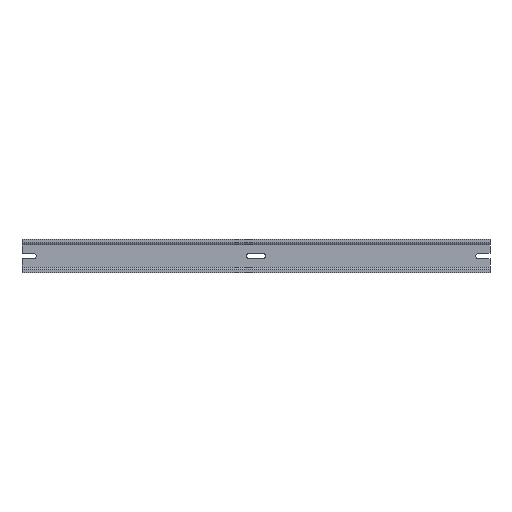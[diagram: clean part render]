
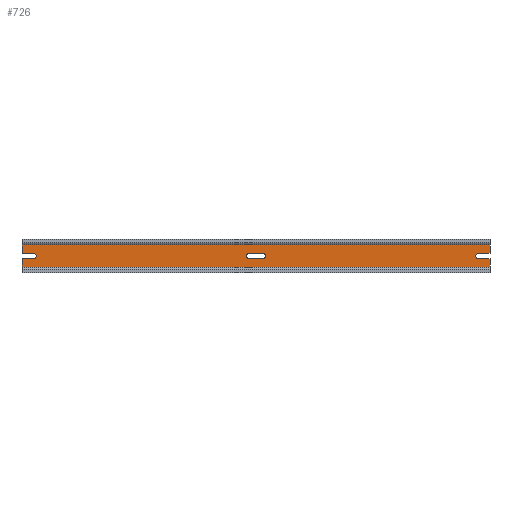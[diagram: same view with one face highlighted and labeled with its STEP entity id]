
A CAD part, top view. The second image highlights one B-rep face of the part: STEP entity #726.
In plain terms, the highlighted planar face has unit normal (0, 0, 1).
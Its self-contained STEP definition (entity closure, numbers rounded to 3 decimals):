
#610=AXIS2_PLACEMENT_3D('Plane Axis2P3D',#607,#608,#609) ;
#623=AXIS2_PLACEMENT_3D('Circle Axis2P3D',#621,#622,$) ;
#656=AXIS2_PLACEMENT_3D('Circle Axis2P3D',#654,#655,$) ;
#694=AXIS2_PLACEMENT_3D('Circle Axis2P3D',#692,#693,$) ;
#710=AXIS2_PLACEMENT_3D('Circle Axis2P3D',#708,#709,$) ;
#297=CARTESIAN_POINT('Vertex',(0.,29.2,1.)) ;
#300=CARTESIAN_POINT('Line Origine',(495.,29.2,1.)) ;
#304=CARTESIAN_POINT('Vertex',(495.,29.2,1.)) ;
#399=CARTESIAN_POINT('Vertex',(0.,5.8,1.)) ;
#415=CARTESIAN_POINT('Vertex',(495.,5.8,1.)) ;
#418=CARTESIAN_POINT('Line Origine',(495.,5.8,1.)) ;
#607=CARTESIAN_POINT('Axis2P3D Location',(495.,5.8,1.)) ;
#612=CARTESIAN_POINT('Line Origine',(6.125,20.25,1.)) ;
#616=CARTESIAN_POINT('Vertex',(12.25,20.25,1.)) ;
#618=CARTESIAN_POINT('Vertex',(0.,20.25,1.)) ;
#621=CARTESIAN_POINT('Axis2P3D Location',(12.25,17.5,1.)) ;
#625=CARTESIAN_POINT('Vertex',(12.25,14.75,1.)) ;
#628=CARTESIAN_POINT('Line Origine',(6.125,14.75,1.)) ;
#632=CARTESIAN_POINT('Vertex',(0.,14.75,1.)) ;
#635=CARTESIAN_POINT('Line Origine',(0.,10.275,1.)) ;
#640=CARTESIAN_POINT('Line Origine',(495.,10.275,1.)) ;
#644=CARTESIAN_POINT('Vertex',(495.,14.75,1.)) ;
#647=CARTESIAN_POINT('Line Origine',(488.875,14.75,1.)) ;
#651=CARTESIAN_POINT('Vertex',(482.75,14.75,1.)) ;
#654=CARTESIAN_POINT('Axis2P3D Location',(482.75,17.5,1.)) ;
#658=CARTESIAN_POINT('Vertex',(482.75,20.25,1.)) ;
#661=CARTESIAN_POINT('Line Origine',(488.875,20.25,1.)) ;
#665=CARTESIAN_POINT('Vertex',(495.,20.25,1.)) ;
#668=CARTESIAN_POINT('Line Origine',(495.,24.725,1.)) ;
#673=CARTESIAN_POINT('Line Origine',(0.,24.725,1.)) ;
#692=CARTESIAN_POINT('Axis2P3D Location',(254.75,17.5,1.)) ;
#696=CARTESIAN_POINT('Vertex',(254.75,14.75,1.)) ;
#698=CARTESIAN_POINT('Vertex',(254.75,20.25,1.)) ;
#701=CARTESIAN_POINT('Line Origine',(247.5,14.75,1.)) ;
#705=CARTESIAN_POINT('Vertex',(240.25,14.75,1.)) ;
#708=CARTESIAN_POINT('Axis2P3D Location',(240.25,17.5,1.)) ;
#712=CARTESIAN_POINT('Vertex',(240.25,20.25,1.)) ;
#715=CARTESIAN_POINT('Line Origine',(247.5,20.25,1.)) ;
#301=DIRECTION('Vector Direction',(-1.,0.,0.)) ;
#419=DIRECTION('Vector Direction',(-1.,0.,0.)) ;
#608=DIRECTION('Axis2P3D Direction',(0.,0.,-1.)) ;
#609=DIRECTION('Axis2P3D XDirection',(-1.,0.,0.)) ;
#613=DIRECTION('Vector Direction',(1.,0.,0.)) ;
#622=DIRECTION('Axis2P3D Direction',(0.,0.,-1.)) ;
#629=DIRECTION('Vector Direction',(-1.,0.,0.)) ;
#636=DIRECTION('Vector Direction',(0.,-1.,0.)) ;
#641=DIRECTION('Vector Direction',(0.,-1.,0.)) ;
#648=DIRECTION('Vector Direction',(1.,0.,0.)) ;
#655=DIRECTION('Axis2P3D Direction',(0.,0.,-1.)) ;
#662=DIRECTION('Vector Direction',(-1.,0.,0.)) ;
#669=DIRECTION('Vector Direction',(0.,-1.,0.)) ;
#674=DIRECTION('Vector Direction',(0.,-1.,0.)) ;
#693=DIRECTION('Axis2P3D Direction',(0.,0.,-1.)) ;
#702=DIRECTION('Vector Direction',(-1.,0.,0.)) ;
#709=DIRECTION('Axis2P3D Direction',(0.,0.,-1.)) ;
#716=DIRECTION('Vector Direction',(1.,0.,0.)) ;
#302=VECTOR('Line Direction',#301,1.) ;
#420=VECTOR('Line Direction',#419,1.) ;
#614=VECTOR('Line Direction',#613,1.) ;
#630=VECTOR('Line Direction',#629,1.) ;
#637=VECTOR('Line Direction',#636,1.) ;
#642=VECTOR('Line Direction',#641,1.) ;
#649=VECTOR('Line Direction',#648,1.) ;
#663=VECTOR('Line Direction',#662,1.) ;
#670=VECTOR('Line Direction',#669,1.) ;
#675=VECTOR('Line Direction',#674,1.) ;
#703=VECTOR('Line Direction',#702,1.) ;
#717=VECTOR('Line Direction',#716,1.) ;
#679=ORIENTED_EDGE('',*,*,#620,.F.) ;
#680=ORIENTED_EDGE('',*,*,#627,.F.) ;
#681=ORIENTED_EDGE('',*,*,#634,.F.) ;
#682=ORIENTED_EDGE('',*,*,#639,.T.) ;
#683=ORIENTED_EDGE('',*,*,#422,.F.) ;
#684=ORIENTED_EDGE('',*,*,#646,.T.) ;
#685=ORIENTED_EDGE('',*,*,#653,.F.) ;
#686=ORIENTED_EDGE('',*,*,#660,.F.) ;
#687=ORIENTED_EDGE('',*,*,#667,.F.) ;
#688=ORIENTED_EDGE('',*,*,#672,.T.) ;
#689=ORIENTED_EDGE('',*,*,#306,.T.) ;
#690=ORIENTED_EDGE('',*,*,#677,.T.) ;
#721=ORIENTED_EDGE('',*,*,#700,.F.) ;
#722=ORIENTED_EDGE('',*,*,#707,.F.) ;
#723=ORIENTED_EDGE('',*,*,#714,.F.) ;
#724=ORIENTED_EDGE('',*,*,#719,.F.) ;
#725=FACE_BOUND('',#720,.T.) ;
#726=ADVANCED_FACE('Schnitt-Linear austragen2',(#691,#725),#611,.F.) ;
#624=CIRCLE('generated circle',#623,2.75) ;
#657=CIRCLE('generated circle',#656,2.75) ;
#695=CIRCLE('generated circle',#694,2.75) ;
#711=CIRCLE('generated circle',#710,2.75) ;
#306=EDGE_CURVE('',#305,#298,#303,.T.) ;
#422=EDGE_CURVE('',#416,#400,#421,.T.) ;
#620=EDGE_CURVE('',#617,#619,#615,.F.) ;
#627=EDGE_CURVE('',#626,#617,#624,.F.) ;
#634=EDGE_CURVE('',#633,#626,#631,.F.) ;
#639=EDGE_CURVE('',#633,#400,#638,.T.) ;
#646=EDGE_CURVE('',#416,#645,#643,.F.) ;
#653=EDGE_CURVE('',#652,#645,#650,.T.) ;
#660=EDGE_CURVE('',#659,#652,#657,.F.) ;
#667=EDGE_CURVE('',#666,#659,#664,.T.) ;
#672=EDGE_CURVE('',#666,#305,#671,.F.) ;
#677=EDGE_CURVE('',#298,#619,#676,.T.) ;
#700=EDGE_CURVE('',#697,#699,#695,.F.) ;
#707=EDGE_CURVE('',#706,#697,#704,.F.) ;
#714=EDGE_CURVE('',#713,#706,#711,.F.) ;
#719=EDGE_CURVE('',#699,#713,#718,.F.) ;
#678=EDGE_LOOP('',(#679,#680,#681,#682,#683,#684,#685,#686,#687,#688,#689,#690)) ;
#720=EDGE_LOOP('',(#721,#722,#723,#724)) ;
#691=FACE_OUTER_BOUND('',#678,.T.) ;
#303=LINE('Line',#300,#302) ;
#421=LINE('Line',#418,#420) ;
#615=LINE('Line',#612,#614) ;
#631=LINE('Line',#628,#630) ;
#638=LINE('Line',#635,#637) ;
#643=LINE('Line',#640,#642) ;
#650=LINE('Line',#647,#649) ;
#664=LINE('Line',#661,#663) ;
#671=LINE('Line',#668,#670) ;
#676=LINE('Line',#673,#675) ;
#704=LINE('Line',#701,#703) ;
#718=LINE('Line',#715,#717) ;
#611=PLANE('',#610) ;
#298=VERTEX_POINT('',#297) ;
#305=VERTEX_POINT('',#304) ;
#400=VERTEX_POINT('',#399) ;
#416=VERTEX_POINT('',#415) ;
#617=VERTEX_POINT('',#616) ;
#619=VERTEX_POINT('',#618) ;
#626=VERTEX_POINT('',#625) ;
#633=VERTEX_POINT('',#632) ;
#645=VERTEX_POINT('',#644) ;
#652=VERTEX_POINT('',#651) ;
#659=VERTEX_POINT('',#658) ;
#666=VERTEX_POINT('',#665) ;
#697=VERTEX_POINT('',#696) ;
#699=VERTEX_POINT('',#698) ;
#706=VERTEX_POINT('',#705) ;
#713=VERTEX_POINT('',#712) ;
